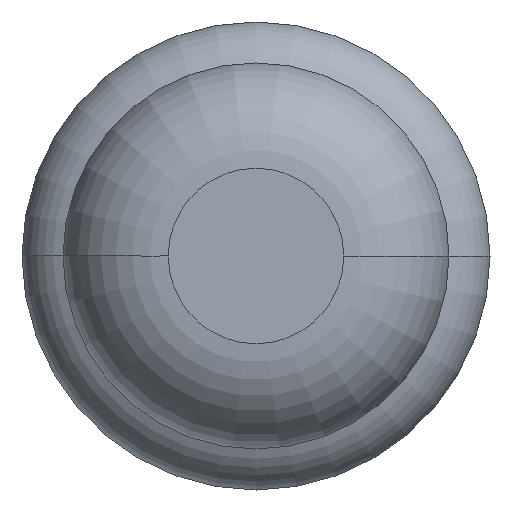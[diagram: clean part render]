
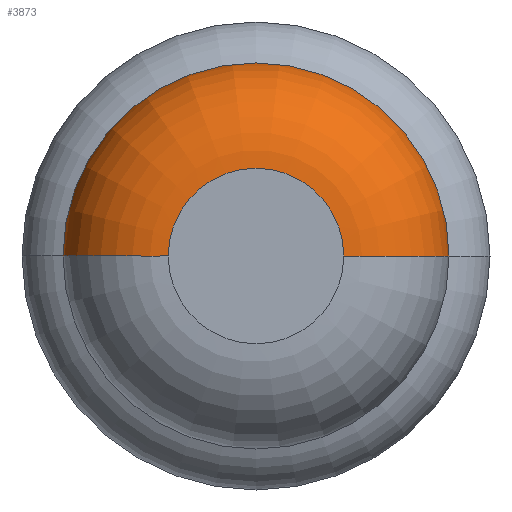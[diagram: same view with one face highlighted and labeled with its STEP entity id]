
A CAD part, front view. The second image highlights one B-rep face of the part: STEP entity #3873.
In plain terms, the highlighted toroidal (fillet/blend) face has major radius 0.375 mm and minor radius 0.45 mm.
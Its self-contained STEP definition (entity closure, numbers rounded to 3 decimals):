
#79 = VERTEX_POINT ( 'NONE', #2192 ) ;
#169 = ORIENTED_EDGE ( 'NONE', *, *, #2394, .T. ) ;
#255 = AXIS2_PLACEMENT_3D ( 'NONE', #809, #2089, #1801 ) ;
#337 = CARTESIAN_POINT ( 'NONE',  ( 0.375, -31.55, 0. ) ) ;
#387 = CARTESIAN_POINT ( 'NONE',  ( -0.825, -31.55, 0. ) ) ;
#617 = DIRECTION ( 'NONE',  ( 1., 0., 0. ) ) ;
#809 = CARTESIAN_POINT ( 'NONE',  ( 0., -31.55, 0. ) ) ;
#862 = CARTESIAN_POINT ( 'NONE',  ( 0.375, -32., 0. ) ) ;
#1187 = CIRCLE ( 'NONE', #3103, 0.45 ) ;
#1299 = CIRCLE ( 'NONE', #3695, 0.45 ) ;
#1328 = EDGE_CURVE ( 'NONE', #1931, #3672, #1299, .T. ) ;
#1468 = DIRECTION ( 'NONE',  ( 0., -1., 0. ) ) ;
#1598 = TOROIDAL_SURFACE ( 'NONE', #255, 0.375, 0.45 ) ;
#1627 = DIRECTION ( 'NONE',  ( 0., 0., -1. ) ) ;
#1756 = CIRCLE ( 'NONE', #3730, 0.825 ) ;
#1801 = DIRECTION ( 'NONE',  ( 1., 0., 0. ) ) ;
#1931 = VERTEX_POINT ( 'NONE', #2614 ) ;
#2089 = DIRECTION ( 'NONE',  ( 0., -1., 0. ) ) ;
#2094 = ORIENTED_EDGE ( 'NONE', *, *, #2560, .T. ) ;
#2192 = CARTESIAN_POINT ( 'NONE',  ( -0.375, -32., 0. ) ) ;
#2259 = EDGE_LOOP ( 'NONE', ( #2094, #169, #3185, #3746 ) ) ;
#2394 = EDGE_CURVE ( 'NONE', #3366, #79, #1187, .T. ) ;
#2443 = DIRECTION ( 'NONE',  ( 0., -1., 0. ) ) ;
#2560 = EDGE_CURVE ( 'Defeature ausgef�hrt1_8+Defeature ausgef�hrt1_9+Defeature ausgef�hrt1_9+Defeature ausgef�hrt1_9', #1931, #3366, #1756, .T. ) ;
#2614 = CARTESIAN_POINT ( 'NONE',  ( 0.825, -31.55, 0. ) ) ;
#2754 = DIRECTION ( 'NONE',  ( 1., 0., 0. ) ) ;
#2933 = FACE_OUTER_BOUND ( 'NONE', #2259, .T. ) ;
#2984 = AXIS2_PLACEMENT_3D ( 'NONE', #3688, #2443, #2754 ) ;
#3056 = DIRECTION ( 'NONE',  ( 1., 0., 0. ) ) ;
#3103 = AXIS2_PLACEMENT_3D ( 'NONE', #3497, #3838, #617 ) ;
#3174 = DIRECTION ( 'NONE',  ( -1., 0., 0. ) ) ;
#3185 = ORIENTED_EDGE ( 'NONE', *, *, #3779, .F. ) ;
#3366 = VERTEX_POINT ( 'NONE', #387 ) ;
#3497 = CARTESIAN_POINT ( 'NONE',  ( -0.375, -31.55, 0. ) ) ;
#3653 = CARTESIAN_POINT ( 'NONE',  ( 0., -31.55, 0. ) ) ;
#3659 = CIRCLE ( 'NONE', #2984, 0.375 ) ;
#3672 = VERTEX_POINT ( 'NONE', #862 ) ;
#3688 = CARTESIAN_POINT ( 'NONE',  ( 0., -32., 0. ) ) ;
#3695 = AXIS2_PLACEMENT_3D ( 'NONE', #337, #1627, #3174 ) ;
#3730 = AXIS2_PLACEMENT_3D ( 'NONE', #3653, #1468, #3056 ) ;
#3746 = ORIENTED_EDGE ( 'NONE', *, *, #1328, .F. ) ;
#3779 = EDGE_CURVE ( 'Defeature ausgef�hrt1_7+Defeature ausgef�hrt1_8+Defeature ausgef�hrt1_8+Defeature ausgef�hrt1_8', #3672, #79, #3659, .T. ) ;
#3838 = DIRECTION ( 'NONE',  ( 0., 0., 1. ) ) ;
#3873 = ADVANCED_FACE ( 'Defeature ausgef�hrt1_8', ( #2933 ), #1598, .T. ) ;
